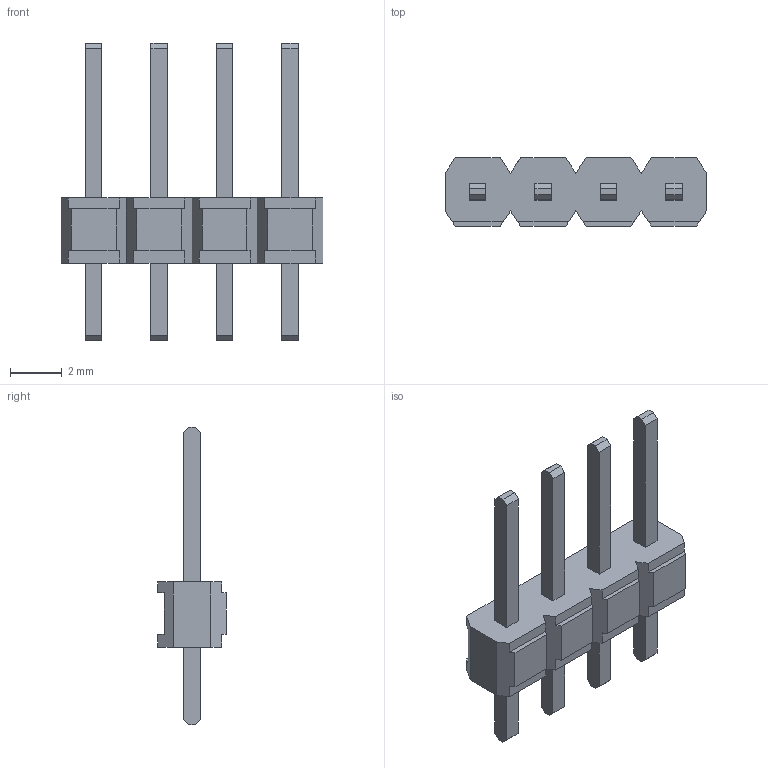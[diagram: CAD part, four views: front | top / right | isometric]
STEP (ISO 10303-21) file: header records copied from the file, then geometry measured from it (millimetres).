
FILE_DESCRIPTION(/* description */ ('Designed by EasyEDA Pro','CAx-IF Rec.Pracs.---Representation and Presentation of Product Manufacturing Information (PMI)---4.0---2014-10-13'),/* implementation_level */ '2;1');
FILE_NAME(/* name */ 'PZ_2.54_1X4P_LH.step',/* time_stamp */ '2025-02-21T17:10:04+08:00',/* author */ (''),/* organization */ (''),/* preprocessor_version */ 'ST-DEVELOPER v20',/* originating_system */ 'Autodesk Translation Framework v13.20.0.188',/* authorisation */ '');
FILE_SCHEMA (('AP242_MANAGED_MODEL_BASED_3D_ENGINEERING_MIM_LF { 1 0 10303 442 1 1 4 }'));
Length unit declared in the file: millimetre
Products named in the file (3): ZZlg-PCBModel; ZZlg-Board; ZZlg-H1-HDR-TH_4P-P2.54-V-M
Assembly tree (2 placements, depth 2):
  ZZlg-PCBModel
    ZZlg-Board
    ZZlg-H1-HDR-TH_4P-P2.54-V-M
Bounding box: 10.17 x 2.66 x 11.54 mm (x, y, z)
Volume: 74 mm3; surface area: 215 mm2
Topology: 1 solids, 1 shells, 398 faces, 1086 edges, 724 vertices
Faces by surface type: plane 284, bspline 114
Entity records: 14248 total; most frequent: CARTESIAN_POINT 4299, ORIENTED_EDGE 2172, DIRECTION 1612, EDGE_CURVE 1086, LINE 858, VECTOR 858, VERTEX_POINT 724, EDGE_LOOP 432
